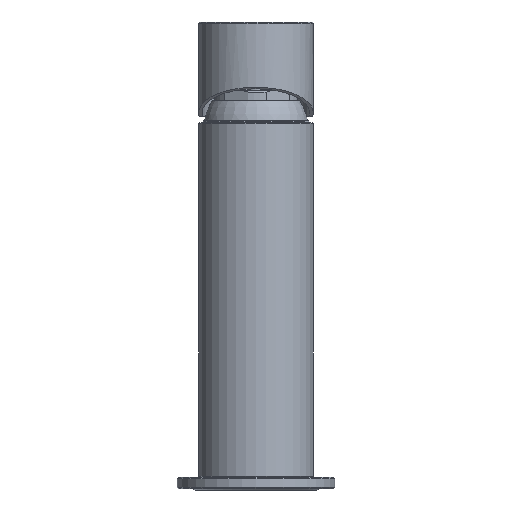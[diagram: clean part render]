
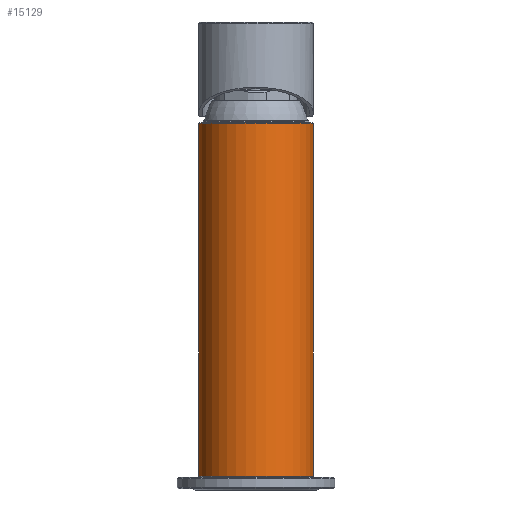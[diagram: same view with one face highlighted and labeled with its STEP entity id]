
A CAD part, front view. The second image highlights one B-rep face of the part: STEP entity #15129.
In plain terms, the highlighted cylindrical face has radius 20 mm (diameter 40 mm), a full revolution.
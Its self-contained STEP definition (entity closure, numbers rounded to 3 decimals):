
#608=CYLINDRICAL_SURFACE('',#20327,20.);
#1368=CIRCLE('',#20328,20.);
#1369=CIRCLE('',#20329,20.);
#2072=B_SPLINE_CURVE_WITH_KNOTS('',3,(#31255,#31256,#31257,#31258,#31259,
#31260,#31261,#31262,#31263,#31264,#31265,#31266,#31267,#31268,#31269,#31270,
#31271,#31272,#31273),.UNSPECIFIED.,.T.,.F.,(1,1,1,1,1,1,1,1,1,1,1,1,1,
1,1,1,1,1,1,1,1,1,1),(-0.006,-0.004,-0.002,
0.,0.002,0.004,0.006,0.009,
0.011,0.013,0.015,0.017,
0.019,0.022,0.024,0.026,
0.028,0.03,0.032,0.035,
0.037,0.039,0.041),.UNSPECIFIED.);
#4572=ORIENTED_EDGE('',*,*,#7016,.T.);
#4573=ORIENTED_EDGE('',*,*,#7017,.F.);
#4574=ORIENTED_EDGE('',*,*,#7018,.T.);
#7016=EDGE_CURVE('',#8473,#8473,#1368,.F.);
#7017=EDGE_CURVE('',#8474,#8474,#2072,.T.);
#7018=EDGE_CURVE('',#8475,#8475,#1369,.F.);
#8473=VERTEX_POINT('',#31254);
#8474=VERTEX_POINT('',#31274);
#8475=VERTEX_POINT('',#31276);
#11024=EDGE_LOOP('',(#4572));
#11025=EDGE_LOOP('',(#4573));
#11026=EDGE_LOOP('',(#4574));
#12849=FACE_BOUND('',#11024,.T.);
#12850=FACE_BOUND('',#11025,.T.);
#12851=FACE_BOUND('',#11026,.T.);
#15129=ADVANCED_FACE('',(#12849,#12850,#12851),#608,.T.);
#20327=AXIS2_PLACEMENT_3D('',#31252,#24244,#24245);
#20328=AXIS2_PLACEMENT_3D('',#31253,#24246,#24247);
#20329=AXIS2_PLACEMENT_3D('',#31275,#24248,#24249);
#24244=DIRECTION('',(1.,0.,0.));
#24245=DIRECTION('',(0.,0.,-1.));
#24246=DIRECTION('',(1.,0.,0.));
#24247=DIRECTION('',(0.,0.,-1.));
#24248=DIRECTION('',(-1.,0.,0.));
#24249=DIRECTION('',(0.,0.,1.));
#31252=CARTESIAN_POINT('',(0.,0.,0.));
#31253=CARTESIAN_POINT('',(-0.15,0.,0.));
#31254=CARTESIAN_POINT('',(-0.15,0.,-20.));
#31255=CARTESIAN_POINT('',(-20.176,19.316,5.207));
#31256=CARTESIAN_POINT('',(-17.999,19.185,5.646));
#31257=CARTESIAN_POINT('',(-15.83,19.316,5.209));
#31258=CARTESIAN_POINT('',(-14.011,19.619,3.988));
#31259=CARTESIAN_POINT('',(-12.791,19.917,2.17));
#31260=CARTESIAN_POINT('',(-12.355,20.041,0.004));
#31261=CARTESIAN_POINT('',(-12.788,19.918,-2.166));
#31262=CARTESIAN_POINT('',(-14.012,19.619,-3.99));
#31263=CARTESIAN_POINT('',(-15.831,19.315,-5.209));
#31264=CARTESIAN_POINT('',(-17.997,19.186,-5.645));
#31265=CARTESIAN_POINT('',(-20.165,19.315,-5.211));
#31266=CARTESIAN_POINT('',(-21.986,19.619,-3.992));
#31267=CARTESIAN_POINT('',(-23.209,19.917,-2.172));
#31268=CARTESIAN_POINT('',(-23.645,20.041,-0.002));
#31269=CARTESIAN_POINT('',(-23.211,19.918,2.167));
#31270=CARTESIAN_POINT('',(-21.99,19.62,3.987));
#31271=CARTESIAN_POINT('',(-20.176,19.316,5.207));
#31272=CARTESIAN_POINT('',(-17.999,19.185,5.646));
#31273=CARTESIAN_POINT('',(-15.83,19.316,5.209));
#31274=CARTESIAN_POINT('',(-18.,19.229,5.5));
#31275=CARTESIAN_POINT('',(-123.15,0.,0.));
#31276=CARTESIAN_POINT('',(-123.15,0.,20.));
